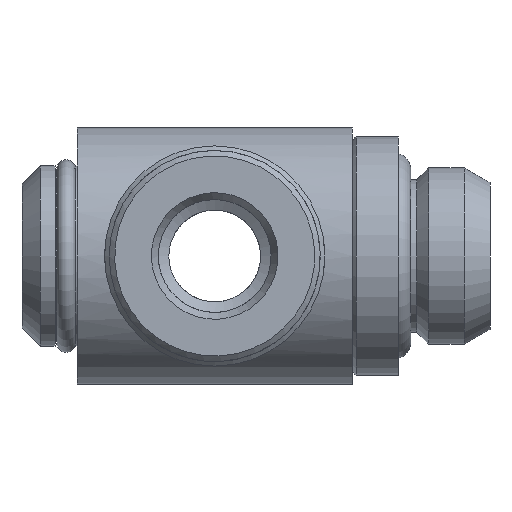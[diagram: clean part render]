
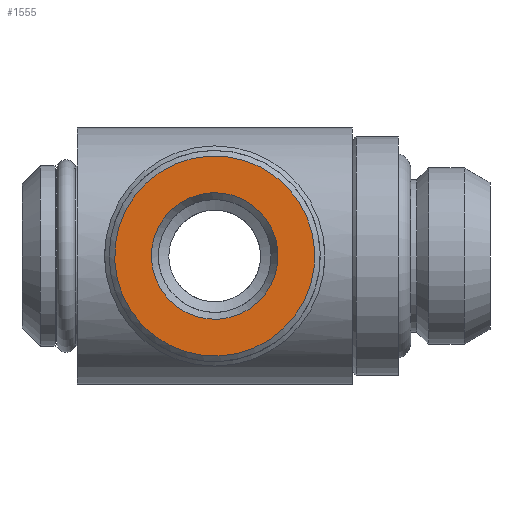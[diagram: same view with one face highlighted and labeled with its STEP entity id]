
A CAD part, left-side view. The second image highlights one B-rep face of the part: STEP entity #1555.
In plain terms, the highlighted planar face has unit normal (-1, 0, 0).
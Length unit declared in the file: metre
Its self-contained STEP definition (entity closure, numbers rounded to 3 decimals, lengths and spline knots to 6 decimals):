
#88=CIRCLE('',#1653,0.00345);
#89=CIRCLE('',#1654,0.00545);
#193=ORIENTED_EDGE('',*,*,#427,.T.);
#194=ORIENTED_EDGE('',*,*,#428,.F.);
#427=EDGE_CURVE('',#544,#544,#88,.T.);
#428=EDGE_CURVE('',#545,#545,#89,.T.);
#544=VERTEX_POINT('',#2382);
#545=VERTEX_POINT('',#2384);
#674=EDGE_LOOP('',(#193));
#675=EDGE_LOOP('',(#194));
#816=FACE_BOUND('',#674,.T.);
#817=FACE_BOUND('',#675,.T.);
#955=PLANE('',#1652);
#1555=ADVANCED_FACE('',(#816,#817),#955,.T.);
#1652=AXIS2_PLACEMENT_3D('',#2380,#1824,#1825);
#1653=AXIS2_PLACEMENT_3D('',#2381,#1826,#1827);
#1654=AXIS2_PLACEMENT_3D('',#2383,#1828,#1829);
#1824=DIRECTION('',(-1.,0.,0.));
#1825=DIRECTION('',(0.,0.,1.));
#1826=DIRECTION('',(1.,0.,0.));
#1827=DIRECTION('',(0.,-0.226,-0.974));
#1828=DIRECTION('',(1.,0.,0.));
#1829=DIRECTION('',(0.,-0.226,-0.974));
#2380=CARTESIAN_POINT('',(-0.0227,0.020309,-0.001231));
#2381=CARTESIAN_POINT('',(-0.0227,0.015,0.));
#2382=CARTESIAN_POINT('',(-0.0227,0.014221,-0.003361));
#2383=CARTESIAN_POINT('',(-0.0227,0.015,0.));
#2384=CARTESIAN_POINT('',(-0.0227,0.013769,-0.005309));
